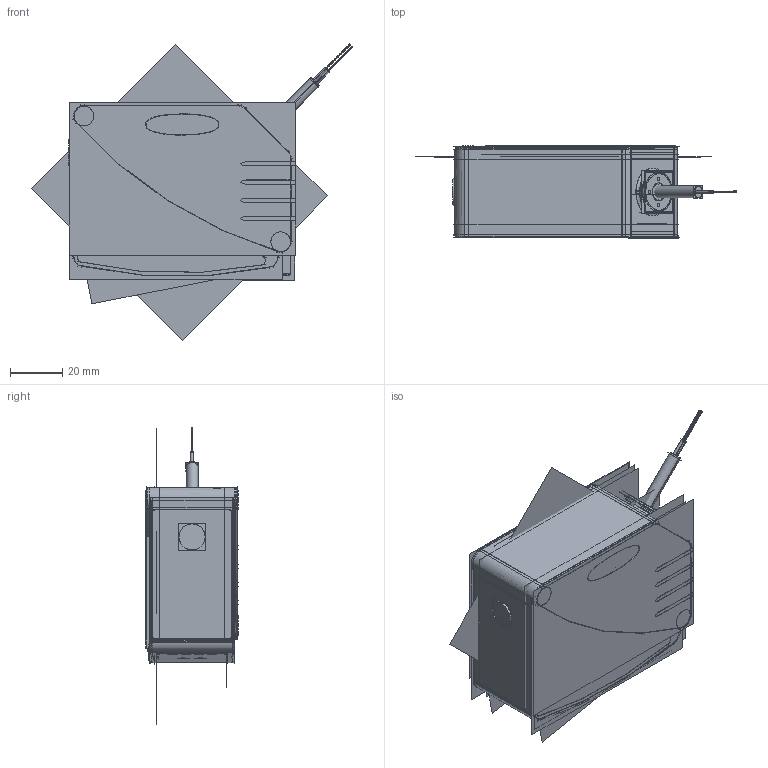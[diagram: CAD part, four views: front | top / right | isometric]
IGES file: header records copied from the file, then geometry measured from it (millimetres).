
Start section:  PTC IGES file: 188668.igs
Global section: file name: 188668.igs; native system: Creo Parametric by Parametric Technology Corporation; preprocessor: 2013230; author: pdmadmin; organization: Unknown; date: 20151006.105220; units: millimetre
Bounding box: 123.58 x 35.32 x 113.84 mm (x, y, z)
Volume: 50627.2 mm3; surface area: 883099.2 mm2
Topology: 8 solids, 11 shells, 2572 faces, 12656 edges, 15820 vertices
Faces by surface type: bspline 1438, revolution 1126, extrusion 8
